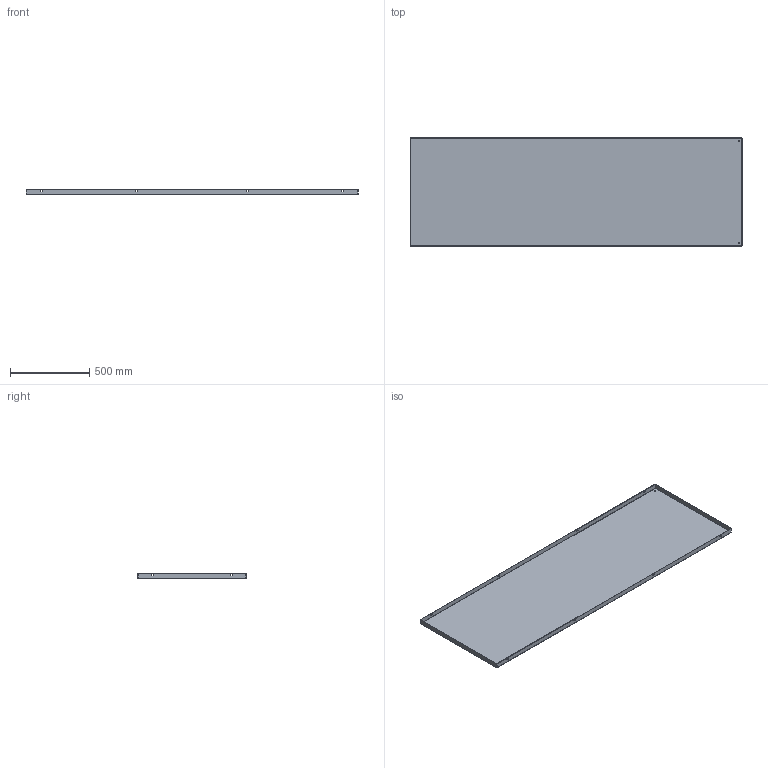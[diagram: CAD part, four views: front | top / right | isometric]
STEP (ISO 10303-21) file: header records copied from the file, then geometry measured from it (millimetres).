
FILE_DESCRIPTION (( 'STEP AP203' ), '1' );
FILE_NAME ('QB09C267.step', '2011-02-18T06:13:48', ( 'User' ), ( 'DKC' ), 'SwSTEP 2.0', 'SolidWorks 2010', '' );
FILE_SCHEMA (( 'CONFIG_CONTROL_DESIGN' ));
Length unit declared in the file: millimetre
Products named in the file (1): QB09C267
Bounding box: 2097 x 683 x 31.5 mm (x, y, z)
Volume: 2393020.2 mm3; surface area: 3200205.2 mm2
Topology: 1 solids, 1 shells, 94 faces, 248 edges, 156 vertices
Faces by surface type: plane 58, cylinder 36
Entity records: 3017 total; most frequent: DIRECTION 514, CARTESIAN_POINT 499, ORIENTED_EDGE 496, EDGE_CURVE 248, LINE 172, VECTOR 172, AXIS2_PLACEMENT_3D 171, VERTEX_POINT 156
